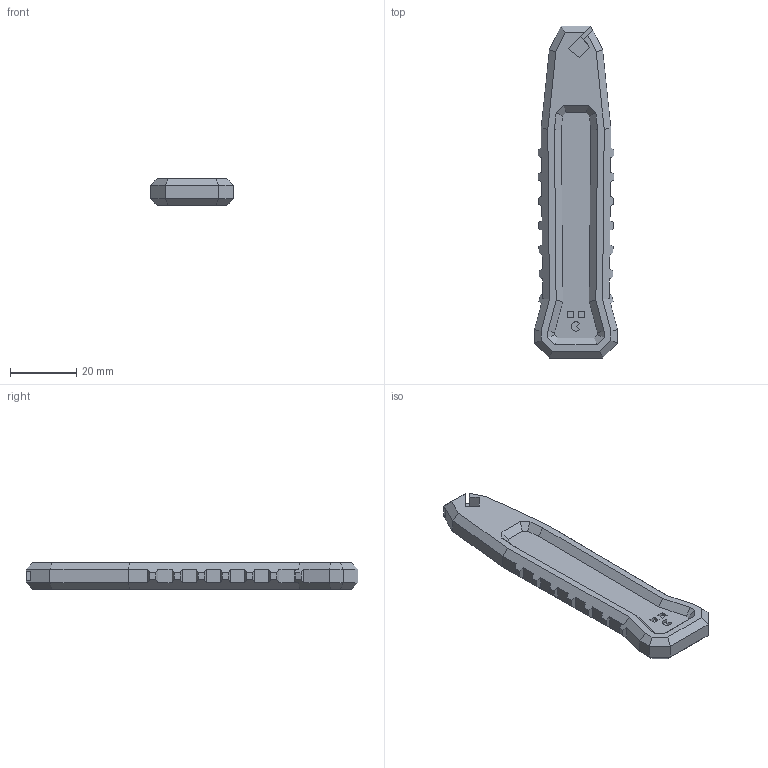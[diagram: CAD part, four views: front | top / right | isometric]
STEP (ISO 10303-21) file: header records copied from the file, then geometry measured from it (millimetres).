
FILE_DESCRIPTION(/* description */ (''),/* implementation_level */ '2;1');
FILE_NAME(/* name */ 'Rapid Access Tab Zipper pull v3.step',/* time_stamp */ '2024-02-14T13:52:24Z',/* author */ (''),/* organization */ (''),/* preprocessor_version */ 'ST-DEVELOPER v20',/* originating_system */ 'Autodesk Translation Framework v12.20.1.177',/* authorisation */ '');
FILE_SCHEMA (('AUTOMOTIVE_DESIGN { 1 0 10303 214 3 1 1 }'));
Length unit declared in the file: millimetre
Products named in the file (1): Rapid Access Tab Zipper pull
Bounding box: 25 x 100 x 8 mm (x, y, z)
Volume: 11773.4 mm3; surface area: 5880.9 mm2
Topology: 1 solids, 1 shells, 157 faces, 427 edges, 276 vertices
Faces by surface type: plane 156, cylinder 1
Entity records: 4856 total; most frequent: CARTESIAN_POINT 861, ORIENTED_EDGE 854, DIRECTION 745, EDGE_CURVE 427, LINE 425, VECTOR 425, VERTEX_POINT 276, EDGE_LOOP 165
